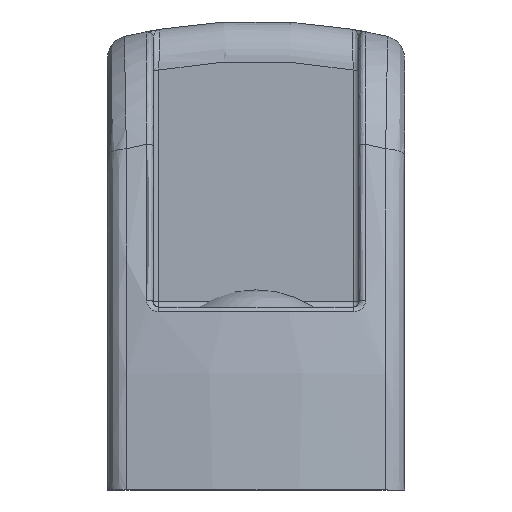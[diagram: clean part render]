
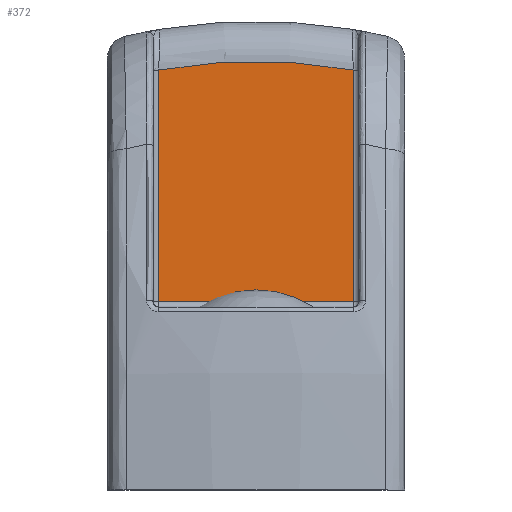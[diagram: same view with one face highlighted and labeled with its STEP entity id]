
A CAD part, left-side view. The second image highlights one B-rep face of the part: STEP entity #372.
In plain terms, the highlighted planar face has unit normal (-1, 0, 0).
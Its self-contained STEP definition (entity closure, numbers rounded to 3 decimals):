
#372 = ADVANCED_FACE( '', ( #791 ), #792, .T. );
#791 = FACE_OUTER_BOUND( '', #4500, .T. );
#792 = PLANE( '', #4501 );
#4500 = EDGE_LOOP( '', ( #6546, #6547, #6548, #6549 ) );
#4501 = AXIS2_PLACEMENT_3D( '', #6550, #6551, #6552 );
#6546 = ORIENTED_EDGE( '', *, *, #7330, .T. );
#6547 = ORIENTED_EDGE( '', *, *, #7156, .T. );
#6548 = ORIENTED_EDGE( '', *, *, #7140, .T. );
#6549 = ORIENTED_EDGE( '', *, *, #7200, .T. );
#6550 = CARTESIAN_POINT( '', ( -50., -9., 80.138 ) );
#6551 = DIRECTION( '', ( -1., 0., 0. ) );
#6552 = DIRECTION( '', ( 0., 0., 1. ) );
#7140 = EDGE_CURVE( '', #7767, #7768, #7769, .T. );
#7156 = EDGE_CURVE( '', #7430, #7767, #7790, .F. );
#7200 = EDGE_CURVE( '', #7768, #7792, #7855, .T. );
#7330 = EDGE_CURVE( '', #7792, #7430, #8017, .F. );
#7430 = VERTEX_POINT( '', #8144 );
#7767 = VERTEX_POINT( '', #9447 );
#7768 = VERTEX_POINT( '', #9448 );
#7769 = CIRCLE( '', #9449, 46.5 );
#7790 = LINE( '', #9657, #9658 );
#7792 = VERTEX_POINT( '', #9660 );
#7855 = LINE( '', #10059, #10060 );
#8017 = LINE( '', #10826, #10827 );
#8144 = CARTESIAN_POINT( '', ( -50., -8.5, 16.5 ) );
#9447 = CARTESIAN_POINT( '', ( -50., -8.5, 36.717 ) );
#9448 = CARTESIAN_POINT( '', ( -50., 8.5, 36.717 ) );
#9449 = AXIS2_PLACEMENT_3D( '', #11390, #11391, #11392 );
#9657 = CARTESIAN_POINT( '', ( -50., -8.5, 36.621 ) );
#9658 = VECTOR( '', #11406, 1000. );
#9660 = CARTESIAN_POINT( '', ( -50., 8.5, 16.5 ) );
#10059 = CARTESIAN_POINT( '', ( -50., 8.5, 16. ) );
#10060 = VECTOR( '', #11459, 1000. );
#10826 = CARTESIAN_POINT( '', ( -50., -9., 16.5 ) );
#10827 = VECTOR( '', #11598, 1000. );
#11390 = CARTESIAN_POINT( '', ( -50., 0., -9. ) );
#11391 = DIRECTION( '', ( -1., 0., 0. ) );
#11392 = DIRECTION( '', ( 0., 0., 1. ) );
#11406 = DIRECTION( '', ( 0., 0., -1. ) );
#11459 = DIRECTION( '', ( 0., 0., -1. ) );
#11598 = DIRECTION( '', ( 0., 1., 0. ) );
